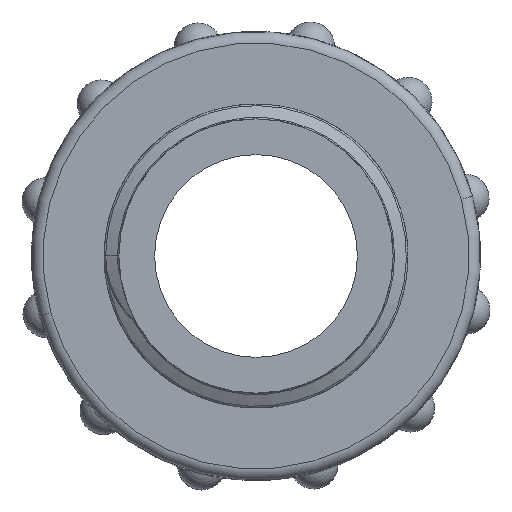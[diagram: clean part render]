
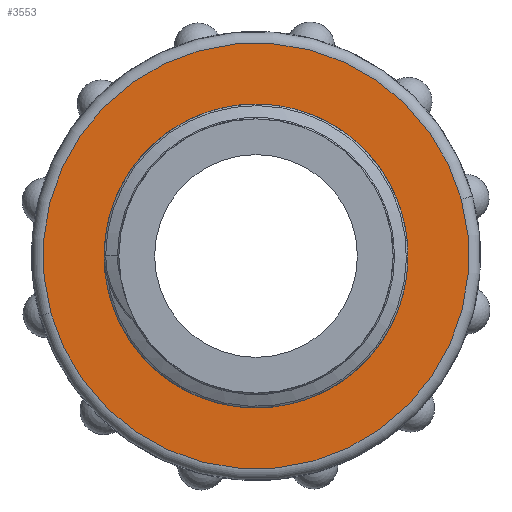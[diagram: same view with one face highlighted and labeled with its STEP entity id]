
A CAD part, left-side view. The second image highlights one B-rep face of the part: STEP entity #3553.
In plain terms, the highlighted face is planar.
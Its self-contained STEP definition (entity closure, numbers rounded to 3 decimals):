
#818 = CARTESIAN_POINT ( 'NONE',  ( 20., 0., 0. ) ) ;
#819 = DIRECTION ( 'NONE',  ( 1., 0., 0. ) ) ;
#820 = DIRECTION ( 'NONE',  ( 0., 0., -1. ) ) ;
#831 = CARTESIAN_POINT ( 'NONE',  ( 20., 0., 0. ) ) ;
#832 = DIRECTION ( 'NONE',  ( 1., 0., 0. ) ) ;
#833 = DIRECTION ( 'NONE',  ( 0., 0., -1. ) ) ;
#1561 = VERTEX_POINT ( 'NONE', #3989 ) ;
#1563 = VERTEX_POINT ( 'NONE', #3987 ) ;
#1574 = VERTEX_POINT ( 'NONE', #4004 ) ;
#1576 = VERTEX_POINT ( 'NONE', #4006 ) ;
#2117 = ORIENTED_EDGE ( 'NONE', *, *, #3400, .T. ) ;
#2118 = ORIENTED_EDGE ( 'NONE', *, *, #3484, .T. ) ;
#2119 = ORIENTED_EDGE ( 'NONE', *, *, #3483, .F. ) ;
#2120 = ORIENTED_EDGE ( 'NONE', *, *, #3404, .F. ) ;
#2592 = EDGE_LOOP ( 'NONE', ( #2119, #2120 ) ) ;
#2594 = EDGE_LOOP ( 'NONE', ( #2117, #2118 ) ) ;
#3400 = EDGE_CURVE ( 'NONE', #1576, #1574, #4341, .T. ) ;
#3404 = EDGE_CURVE ( 'NONE', #1563, #1561, #4327, .T. ) ;
#3483 = EDGE_CURVE ( 'NONE', #1561, #1563, #5676, .T. ) ;
#3484 = EDGE_CURVE ( 'NONE', #1574, #1576, #5678, .T. ) ;
#3553 = ADVANCED_FACE ( 'NONE', ( #10128, #10129 ), #10130, .T. ) ;
#3987 = CARTESIAN_POINT ( 'NONE',  ( 20., 0., 10.5 ) ) ;
#3989 = CARTESIAN_POINT ( 'NONE',  ( 20., 0., -10.5 ) ) ;
#4004 = CARTESIAN_POINT ( 'NONE',  ( 20., 0., 14.7 ) ) ;
#4006 = CARTESIAN_POINT ( 'NONE',  ( 20., 0., -14.7 ) ) ;
#4324 = AXIS2_PLACEMENT_3D ( 'NONE', #831, #832, #833 ) ;
#4327 = CIRCLE ( 'NONE', #4324, 10.5 ) ;
#4330 = AXIS2_PLACEMENT_3D ( 'NONE', #818, #819, #820 ) ;
#4341 = CIRCLE ( 'NONE', #4330, 14.7 ) ;
#4947 = CARTESIAN_POINT ( 'NONE',  ( 20., 0., 0. ) ) ;
#4948 = DIRECTION ( 'NONE',  ( 1., 0., 0. ) ) ;
#4949 = DIRECTION ( 'NONE',  ( 0., 0., -1. ) ) ;
#4950 = CARTESIAN_POINT ( 'NONE',  ( 20., 0., 0. ) ) ;
#4951 = DIRECTION ( 'NONE',  ( 1., 0., 0. ) ) ;
#4952 = DIRECTION ( 'NONE',  ( 0., 0., -1. ) ) ;
#5676 = CIRCLE ( 'NONE', #5679, 10.5 ) ;
#5678 = CIRCLE ( 'NONE', #5681, 14.7 ) ;
#5679 = AXIS2_PLACEMENT_3D ( 'NONE', #4947, #4948, #4949 ) ;
#5681 = AXIS2_PLACEMENT_3D ( 'NONE', #4950, #4951, #4952 ) ;
#5763 = AXIS2_PLACEMENT_3D ( 'NONE', #10117, #10132, #10133 ) ;
#10117 = CARTESIAN_POINT ( 'NONE',  ( 20., 10.5, 0. ) ) ;
#10128 = FACE_OUTER_BOUND ( 'NONE', #2594, .T. ) ;
#10129 = FACE_BOUND ( 'NONE', #2592, .T. ) ;
#10130 = PLANE ( 'NONE',  #5763 ) ;
#10132 = DIRECTION ( 'NONE',  ( 1., 0., 0. ) ) ;
#10133 = DIRECTION ( 'NONE',  ( 0., 0., -1. ) ) ;
